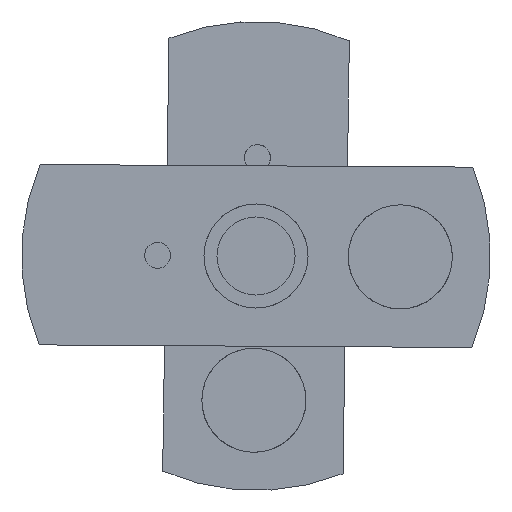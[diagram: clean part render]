
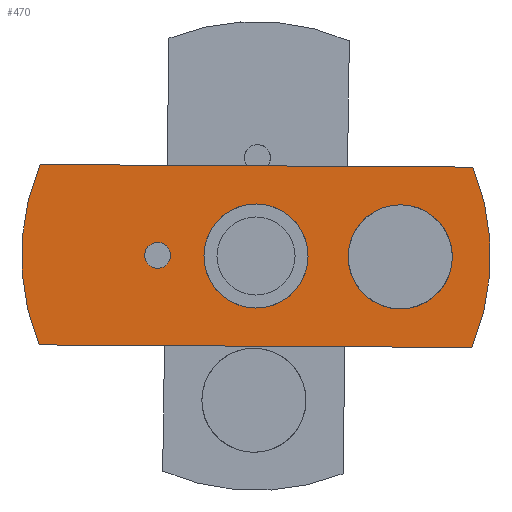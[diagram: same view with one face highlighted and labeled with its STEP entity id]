
A CAD part, left-side view. The second image highlights one B-rep face of the part: STEP entity #470.
In plain terms, the highlighted face is planar.
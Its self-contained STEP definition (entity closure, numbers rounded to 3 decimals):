
#18=LINE('',#847,#34);
#23=LINE('',#862,#39);
#34=VECTOR('',#689,1000.);
#39=VECTOR('',#702,1000.);
#158=ORIENTED_EDGE('',*,*,#234,.T.);
#159=ORIENTED_EDGE('',*,*,#232,.T.);
#160=ORIENTED_EDGE('',*,*,#230,.T.);
#161=ORIENTED_EDGE('',*,*,#219,.F.);
#162=ORIENTED_EDGE('',*,*,#235,.F.);
#163=ORIENTED_EDGE('',*,*,#226,.T.);
#164=ORIENTED_EDGE('',*,*,#223,.F.);
#219=EDGE_CURVE('',#265,#266,#18,.T.);
#223=EDGE_CURVE('',#266,#269,#303,.T.);
#226=EDGE_CURVE('',#271,#269,#23,.T.);
#230=EDGE_CURVE('',#274,#274,#306,.T.);
#232=EDGE_CURVE('',#276,#276,#308,.T.);
#234=EDGE_CURVE('',#278,#278,#310,.T.);
#235=EDGE_CURVE('',#271,#265,#311,.T.);
#265=VERTEX_POINT('',#848);
#266=VERTEX_POINT('',#849);
#269=VERTEX_POINT('',#857);
#271=VERTEX_POINT('',#863);
#274=VERTEX_POINT('',#871);
#276=VERTEX_POINT('',#876);
#278=VERTEX_POINT('',#881);
#303=CIRCLE('',#608,14.3);
#306=CIRCLE('',#613,3.175);
#308=CIRCLE('',#616,3.175);
#310=CIRCLE('',#619,0.794);
#311=CIRCLE('',#621,14.3);
#349=EDGE_LOOP('',(#158));
#350=EDGE_LOOP('',(#159));
#351=EDGE_LOOP('',(#160));
#352=EDGE_LOOP('',(#161,#162,#163,#164));
#405=FACE_BOUND('',#349,.T.);
#406=FACE_BOUND('',#350,.T.);
#407=FACE_BOUND('',#351,.T.);
#408=FACE_BOUND('',#352,.T.);
#448=PLANE('',#624);
#470=ADVANCED_FACE('',(#405,#406,#407,#408),#448,.F.);
#608=AXIS2_PLACEMENT_3D('',#856,#695,#696);
#613=AXIS2_PLACEMENT_3D('',#870,#709,#710);
#616=AXIS2_PLACEMENT_3D('',#875,#715,#716);
#619=AXIS2_PLACEMENT_3D('',#880,#721,#722);
#621=AXIS2_PLACEMENT_3D('',#883,#725,#726);
#624=AXIS2_PLACEMENT_3D('',#886,#731,#732);
#689=DIRECTION('',(1.,0.,0.));
#695=DIRECTION('',(0.,0.,1.));
#696=DIRECTION('',(1.,0.,0.));
#702=DIRECTION('',(1.,0.,0.));
#709=DIRECTION('',(0.,0.,1.));
#710=DIRECTION('',(1.,0.,0.));
#715=DIRECTION('',(0.,0.,1.));
#716=DIRECTION('',(1.,0.,0.));
#721=DIRECTION('',(0.,0.,1.));
#722=DIRECTION('',(1.,0.,0.));
#725=DIRECTION('',(0.,0.,1.));
#726=DIRECTION('',(1.,0.,0.));
#731=DIRECTION('',(0.,0.,1.));
#732=DIRECTION('',(1.,0.,0.));
#847=CARTESIAN_POINT('',(0.,-5.5,0.));
#848=CARTESIAN_POINT('',(-13.2,-5.5,0.));
#849=CARTESIAN_POINT('',(13.2,-5.5,0.));
#856=CARTESIAN_POINT('',(0.,0.,0.));
#857=CARTESIAN_POINT('',(13.2,5.5,0.));
#862=CARTESIAN_POINT('',(0.,5.5,0.));
#863=CARTESIAN_POINT('',(-13.2,5.5,0.));
#870=CARTESIAN_POINT('',(8.8,0.,0.));
#871=CARTESIAN_POINT('',(11.975,0.,0.));
#875=CARTESIAN_POINT('',(0.,0.,0.));
#876=CARTESIAN_POINT('',(3.175,0.,0.));
#880=CARTESIAN_POINT('',(-6.,0.,0.));
#881=CARTESIAN_POINT('',(-5.206,0.,0.));
#883=CARTESIAN_POINT('',(0.,0.,0.));
#886=CARTESIAN_POINT('',(0.,-23.976,0.));
